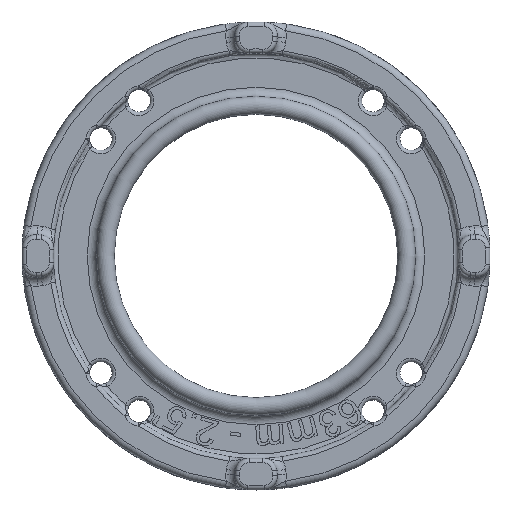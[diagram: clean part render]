
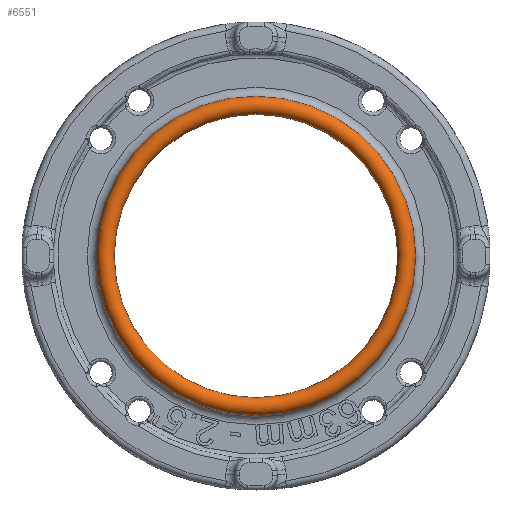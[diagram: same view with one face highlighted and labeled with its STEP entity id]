
A CAD part, top view. The second image highlights one B-rep face of the part: STEP entity #6551.
In plain terms, the highlighted toroidal (fillet/blend) face has major radius 33.5 mm and minor radius 2 mm.
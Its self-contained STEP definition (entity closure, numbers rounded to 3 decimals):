
#951=TOROIDAL_SURFACE('',#6984,33.5,2.);
#1291=FACE_OUTER_BOUND('',#1696,.T.);
#1696=EDGE_LOOP('',(#5733,#5734,#5735,#5736,#5737));
#2325=CIRCLE('',#6982,31.5);
#2326=CIRCLE('',#6983,31.5);
#2327=CIRCLE('',#6985,35.5);
#2328=CIRCLE('',#6986,2.);
#2986=VERTEX_POINT('',#15133);
#2987=VERTEX_POINT('',#15134);
#2988=VERTEX_POINT('',#15139);
#3920=EDGE_CURVE('',#2986,#2987,#2325,.T.);
#3921=EDGE_CURVE('',#2987,#2986,#2326,.T.);
#3923=EDGE_CURVE('',#2988,#2988,#2327,.T.);
#3924=EDGE_CURVE('',#2988,#2986,#2328,.T.);
#5733=ORIENTED_EDGE('',*,*,#3923,.T.);
#5734=ORIENTED_EDGE('',*,*,#3924,.T.);
#5735=ORIENTED_EDGE('',*,*,#3920,.T.);
#5736=ORIENTED_EDGE('',*,*,#3921,.T.);
#5737=ORIENTED_EDGE('',*,*,#3924,.F.);
#6551=ADVANCED_FACE('',(#1291),#951,.T.);
#6982=AXIS2_PLACEMENT_3D('',#15135,#8157,#8158);
#6983=AXIS2_PLACEMENT_3D('',#15136,#8159,#8160);
#6984=AXIS2_PLACEMENT_3D('',#15138,#8162,#8163);
#6985=AXIS2_PLACEMENT_3D('',#15140,#8164,#8165);
#6986=AXIS2_PLACEMENT_3D('',#15141,#8166,#8167);
#8157=DIRECTION('center_axis',(0.,0.,-1.));
#8158=DIRECTION('ref_axis',(-1.,0.,0.));
#8159=DIRECTION('center_axis',(0.,0.,-1.));
#8160=DIRECTION('ref_axis',(-1.,0.,0.));
#8162=DIRECTION('center_axis',(0.,0.,-1.));
#8163=DIRECTION('ref_axis',(-1.,0.,0.));
#8164=DIRECTION('center_axis',(0.,0.,1.));
#8165=DIRECTION('ref_axis',(-1.,0.,0.));
#8166=DIRECTION('center_axis',(0.,-1.,0.));
#8167=DIRECTION('ref_axis',(1.,0.,0.));
#15133=CARTESIAN_POINT('',(31.5,0.,9.));
#15134=CARTESIAN_POINT('',(-31.5,0.,9.));
#15135=CARTESIAN_POINT('Origin',(0.,0.,9.));
#15136=CARTESIAN_POINT('Origin',(0.,0.,9.));
#15138=CARTESIAN_POINT('Origin',(0.,0.,9.));
#15139=CARTESIAN_POINT('',(35.5,0.,9.));
#15140=CARTESIAN_POINT('Origin',(0.,0.,9.));
#15141=CARTESIAN_POINT('Origin',(33.5,0.,9.));
